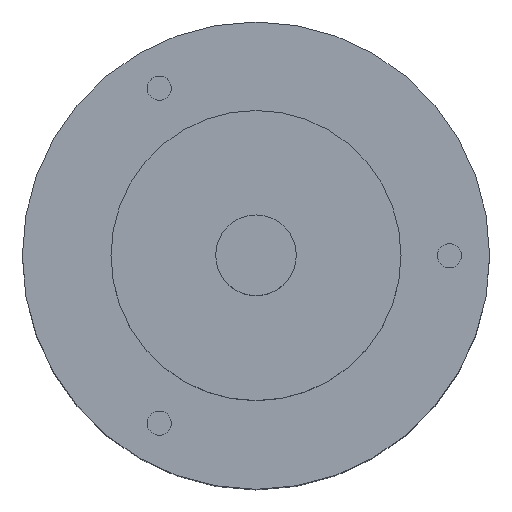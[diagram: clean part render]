
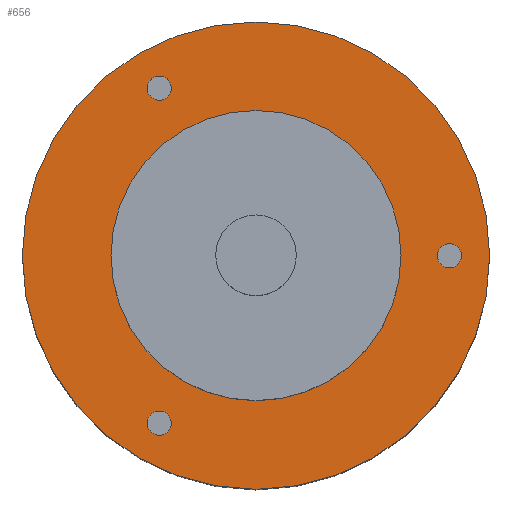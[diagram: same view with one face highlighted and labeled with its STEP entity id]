
A CAD part, top view. The second image highlights one B-rep face of the part: STEP entity #656.
In plain terms, the highlighted planar face has unit normal (0, 0, 1).
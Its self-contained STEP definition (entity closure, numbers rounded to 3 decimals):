
#77=CARTESIAN_POINT('',(0.,0.,23.));
#78=DIRECTION('',(0.,0.,1.));
#79=DIRECTION('',(1.,0.,0.));
#80=AXIS2_PLACEMENT_3D('',#77,#78,#79);
#85=CARTESIAN_POINT('',(0.,0.,23.));
#86=DIRECTION('',(0.,0.,1.));
#87=DIRECTION('',(-1.,0.,0.));
#88=AXIS2_PLACEMENT_3D('',#85,#86,#87);
#93=CARTESIAN_POINT('',(0.,0.,23.));
#94=DIRECTION('',(0.,0.,1.));
#95=DIRECTION('',(1.,0.,0.));
#96=AXIS2_PLACEMENT_3D('',#93,#94,#95);
#101=CARTESIAN_POINT('',(0.,0.,23.));
#102=DIRECTION('',(0.,0.,1.));
#103=DIRECTION('',(-1.,0.,0.));
#104=AXIS2_PLACEMENT_3D('',#101,#102,#103);
#109=CARTESIAN_POINT('',(24.,0.,23.));
#110=DIRECTION('',(0.,0.,1.));
#111=DIRECTION('',(-1.,0.,0.));
#112=AXIS2_PLACEMENT_3D('',#109,#110,#111);
#117=CARTESIAN_POINT('',(24.,0.,23.));
#118=DIRECTION('',(0.,0.,1.));
#119=DIRECTION('',(1.,0.,0.));
#120=AXIS2_PLACEMENT_3D('',#117,#118,#119);
#125=CARTESIAN_POINT('',(-12.,-20.785,23.));
#126=DIRECTION('',(0.,0.,1.));
#127=DIRECTION('',(-1.,0.,0.));
#128=AXIS2_PLACEMENT_3D('',#125,#126,#127);
#133=CARTESIAN_POINT('',(-12.,-20.785,23.));
#134=DIRECTION('',(0.,0.,1.));
#135=DIRECTION('',(1.,0.,0.));
#136=AXIS2_PLACEMENT_3D('',#133,#134,#135);
#141=CARTESIAN_POINT('',(-12.,20.785,23.));
#142=DIRECTION('',(0.,0.,1.));
#143=DIRECTION('',(-1.,0.,0.));
#144=AXIS2_PLACEMENT_3D('',#141,#142,#143);
#149=CARTESIAN_POINT('',(-12.,20.785,23.));
#150=DIRECTION('',(0.,0.,1.));
#151=DIRECTION('',(1.,0.,0.));
#152=AXIS2_PLACEMENT_3D('',#149,#150,#151);
#457=CARTESIAN_POINT('',(29.,0.,23.));
#458=CARTESIAN_POINT('',(-29.,0.,23.));
#459=VERTEX_POINT('',#457);
#460=VERTEX_POINT('',#458);
#465=CARTESIAN_POINT('',(18.,0.,23.));
#466=CARTESIAN_POINT('',(-18.,0.,23.));
#467=VERTEX_POINT('',#465);
#468=VERTEX_POINT('',#466);
#521=CARTESIAN_POINT('',(22.5,0.,23.));
#522=CARTESIAN_POINT('',(25.5,0.,23.));
#523=VERTEX_POINT('',#521);
#524=VERTEX_POINT('',#522);
#525=CARTESIAN_POINT('',(-13.5,-20.785,23.));
#526=CARTESIAN_POINT('',(-10.5,-20.785,23.));
#527=VERTEX_POINT('',#525);
#528=VERTEX_POINT('',#526);
#529=CARTESIAN_POINT('',(-13.5,20.785,23.));
#530=CARTESIAN_POINT('',(-10.5,20.785,23.));
#531=VERTEX_POINT('',#529);
#532=VERTEX_POINT('',#530);
#623=CARTESIAN_POINT('',(0.,0.,23.));
#624=DIRECTION('',(0.,0.,1.));
#625=DIRECTION('',(1.,0.,0.));
#626=AXIS2_PLACEMENT_3D('',#623,#624,#625);
#627=PLANE('',#626);
#628=ORIENTED_EDGE('',*,*,#579,.F.);
#629=ORIENTED_EDGE('',*,*,#605,.F.);
#630=EDGE_LOOP('',(#628,#629));
#631=FACE_OUTER_BOUND('',#630,.F.);
#633=ORIENTED_EDGE('',*,*,#632,.T.);
#635=ORIENTED_EDGE('',*,*,#634,.T.);
#636=EDGE_LOOP('',(#633,#635));
#637=FACE_BOUND('',#636,.F.);
#639=ORIENTED_EDGE('',*,*,#638,.T.);
#641=ORIENTED_EDGE('',*,*,#640,.T.);
#642=EDGE_LOOP('',(#639,#641));
#643=FACE_BOUND('',#642,.F.);
#645=ORIENTED_EDGE('',*,*,#644,.T.);
#647=ORIENTED_EDGE('',*,*,#646,.T.);
#648=EDGE_LOOP('',(#645,#647));
#649=FACE_BOUND('',#648,.F.);
#651=ORIENTED_EDGE('',*,*,#650,.T.);
#653=ORIENTED_EDGE('',*,*,#652,.T.);
#654=EDGE_LOOP('',(#651,#653));
#655=FACE_BOUND('',#654,.F.);
#81=CIRCLE('',#80,29.);
#89=CIRCLE('',#88,29.);
#97=CIRCLE('',#96,18.);
#105=CIRCLE('',#104,18.);
#113=CIRCLE('',#112,1.5);
#121=CIRCLE('',#120,1.5);
#129=CIRCLE('',#128,1.5);
#137=CIRCLE('',#136,1.5);
#145=CIRCLE('',#144,1.5);
#153=CIRCLE('',#152,1.5);
#579=EDGE_CURVE('',#459,#460,#81,.T.);
#605=EDGE_CURVE('',#460,#459,#89,.T.);
#632=EDGE_CURVE('',#467,#468,#97,.T.);
#634=EDGE_CURVE('',#468,#467,#105,.T.);
#638=EDGE_CURVE('',#523,#524,#113,.T.);
#640=EDGE_CURVE('',#524,#523,#121,.T.);
#644=EDGE_CURVE('',#527,#528,#129,.T.);
#646=EDGE_CURVE('',#528,#527,#137,.T.);
#650=EDGE_CURVE('',#531,#532,#145,.T.);
#652=EDGE_CURVE('',#532,#531,#153,.T.);
#656=ADVANCED_FACE('',(#631,#637,#643,#649,#655),#627,.T.);
